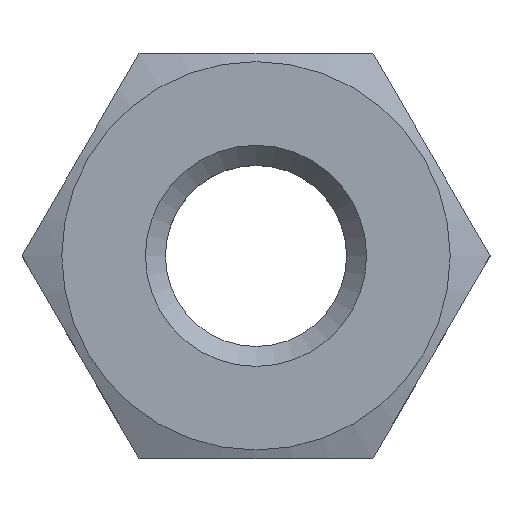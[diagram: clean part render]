
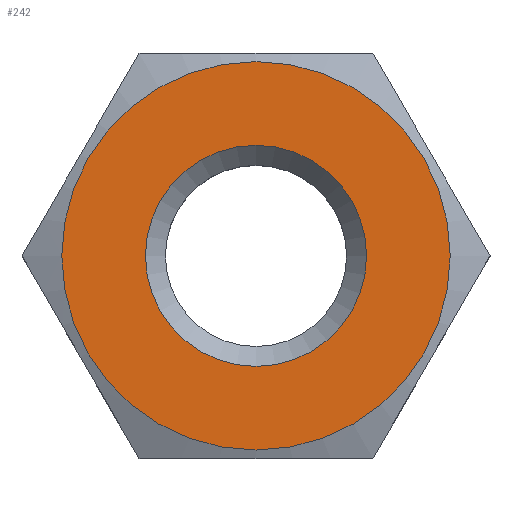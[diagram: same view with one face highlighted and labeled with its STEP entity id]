
A CAD part, top view. The second image highlights one B-rep face of the part: STEP entity #242.
In plain terms, the highlighted planar face has unit normal (0, 0, 1).
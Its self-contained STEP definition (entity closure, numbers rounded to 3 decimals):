
#15=FACE_BOUND('',#49,.T.);
#21=PLANE('',#287);
#35=FACE_OUTER_BOUND('',#48,.T.);
#48=EDGE_LOOP('',(#213,#214));
#49=EDGE_LOOP('',(#215,#216));
#56=CIRCLE('',#270,2.635);
#57=CIRCLE('',#271,2.635);
#58=CIRCLE('',#273,1.5);
#61=CIRCLE('',#276,1.5);
#108=VERTEX_POINT('',#386);
#109=VERTEX_POINT('',#387);
#116=VERTEX_POINT('',#416);
#117=VERTEX_POINT('',#417);
#133=EDGE_CURVE('',#108,#109,#56,.T.);
#141=EDGE_CURVE('',#109,#108,#57,.T.);
#142=EDGE_CURVE('',#116,#117,#58,.T.);
#146=EDGE_CURVE('',#117,#116,#61,.T.);
#213=ORIENTED_EDGE('',*,*,#133,.F.);
#214=ORIENTED_EDGE('',*,*,#141,.F.);
#215=ORIENTED_EDGE('',*,*,#142,.F.);
#216=ORIENTED_EDGE('',*,*,#146,.F.);
#242=ADVANCED_FACE('',(#35,#15),#21,.T.);
#270=AXIS2_PLACEMENT_3D('',#388,#302,#303);
#271=AXIS2_PLACEMENT_3D('',#414,#305,#306);
#273=AXIS2_PLACEMENT_3D('',#418,#309,#310);
#276=AXIS2_PLACEMENT_3D('',#424,#316,#317);
#287=AXIS2_PLACEMENT_3D('',#446,#345,#346);
#302=DIRECTION('center_axis',(0.,0.,-1.));
#303=DIRECTION('ref_axis',(1.,0.,0.));
#305=DIRECTION('center_axis',(0.,0.,-1.));
#306=DIRECTION('ref_axis',(1.,0.,0.));
#309=DIRECTION('center_axis',(0.,0.,1.));
#310=DIRECTION('ref_axis',(1.,0.,0.));
#316=DIRECTION('center_axis',(0.,0.,1.));
#317=DIRECTION('ref_axis',(1.,0.,0.));
#345=DIRECTION('center_axis',(0.,0.,1.));
#346=DIRECTION('ref_axis',(1.,0.,0.));
#386=CARTESIAN_POINT('',(2.635,0.,2.4));
#387=CARTESIAN_POINT('',(-2.635,0.,2.4));
#388=CARTESIAN_POINT('Origin',(0.,0.,2.4));
#414=CARTESIAN_POINT('Origin',(0.,0.,2.4));
#416=CARTESIAN_POINT('',(1.5,0.,2.4));
#417=CARTESIAN_POINT('',(-1.5,0.,2.4));
#418=CARTESIAN_POINT('Origin',(0.,0.,2.4));
#424=CARTESIAN_POINT('Origin',(0.,0.,2.4));
#446=CARTESIAN_POINT('Origin',(0.,0.,
2.4));
